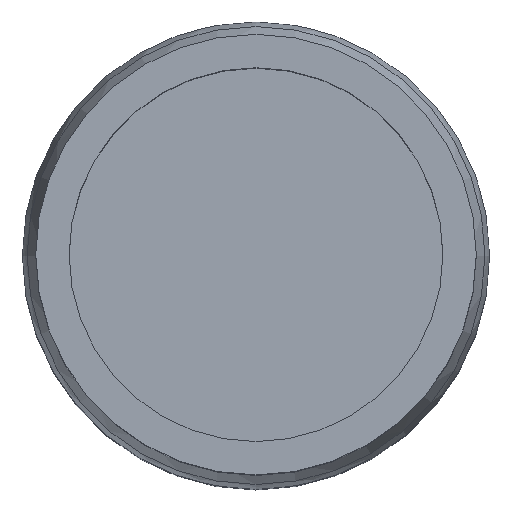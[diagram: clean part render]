
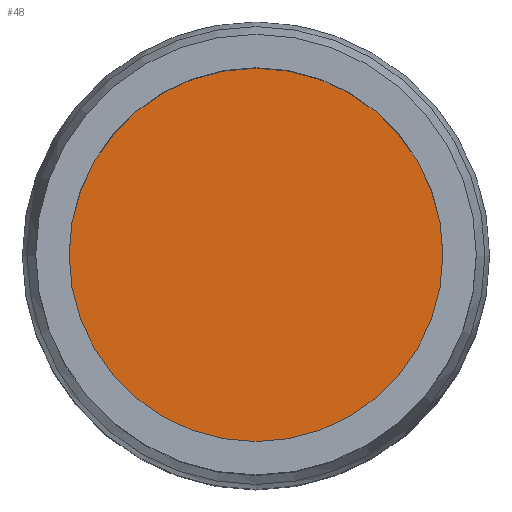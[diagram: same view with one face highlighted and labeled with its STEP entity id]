
A CAD part, top view. The second image highlights one B-rep face of the part: STEP entity #48.
In plain terms, the highlighted planar face has unit normal (0, 0, 1).
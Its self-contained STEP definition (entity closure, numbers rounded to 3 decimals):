
#48 = ADVANCED_FACE( '', ( #105 ), #106, .F. );
#105 = FACE_OUTER_BOUND( '', #174, .T. );
#106 = PLANE( '', #175 );
#174 = EDGE_LOOP( '', ( #313 ) );
#175 = AXIS2_PLACEMENT_3D( '', #314, #315, #316 );
#313 = ORIENTED_EDGE( '', *, *, #388, .F. );
#314 = CARTESIAN_POINT( '', ( 0., 0., 60.282 ) );
#315 = DIRECTION( '', ( 0., 0., -1. ) );
#316 = DIRECTION( '', ( -1., 0., 0. ) );
#388 = EDGE_CURVE( '', #426, #426, #427, .T. );
#426 = VERTEX_POINT( '', #472 );
#427 = CIRCLE( '', #473, 14. );
#472 = CARTESIAN_POINT( '', ( 14., 0., 60.282 ) );
#473 = AXIS2_PLACEMENT_3D( '', #520, #521, #522 );
#520 = CARTESIAN_POINT( '', ( 0., 0., 60.282 ) );
#521 = DIRECTION( '', ( 0., 0., -1. ) );
#522 = DIRECTION( '', ( 1., 0., 0. ) );
